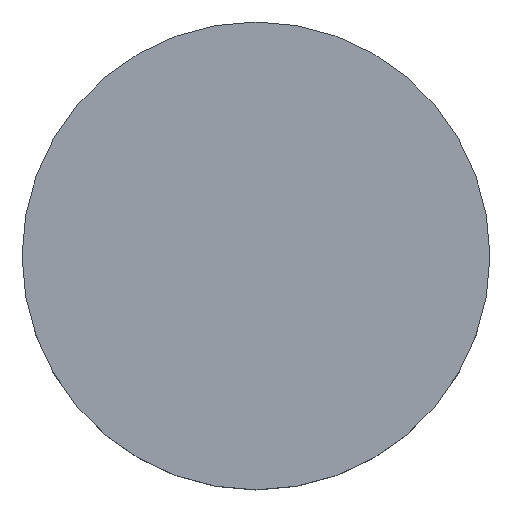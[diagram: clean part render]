
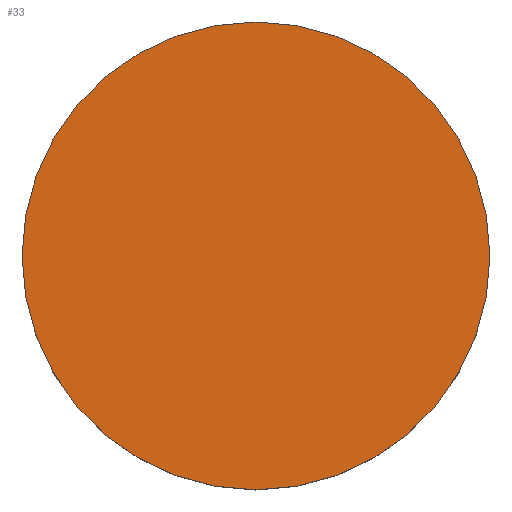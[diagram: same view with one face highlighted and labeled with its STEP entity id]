
A CAD part, top view. The second image highlights one B-rep face of the part: STEP entity #33.
In plain terms, the highlighted planar face has unit normal (0, 0, 1).
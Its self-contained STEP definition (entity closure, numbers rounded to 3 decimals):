
#33 = ADVANCED_FACE( '', ( #68 ), #69, .F. );
#68 = FACE_OUTER_BOUND( '', #109, .T. );
#69 = PLANE( '', #110 );
#109 = EDGE_LOOP( '', ( #144 ) );
#110 = AXIS2_PLACEMENT_3D( '', #145, #146, #147 );
#144 = ORIENTED_EDGE( '', *, *, #196, .T. );
#145 = CARTESIAN_POINT( '', ( 0., 0., 45.5 ) );
#146 = DIRECTION( '', ( 0., 0., -1. ) );
#147 = DIRECTION( '', ( -1., 0., 0. ) );
#196 = EDGE_CURVE( '', #213, #213, #214, .T. );
#213 = VERTEX_POINT( '', #238 );
#214 = CIRCLE( '', #239, 111.05 );
#238 = CARTESIAN_POINT( '', ( 111.05, 0., 45.5 ) );
#239 = AXIS2_PLACEMENT_3D( '', #262, #263, #264 );
#262 = CARTESIAN_POINT( '', ( 0., 0., 45.5 ) );
#263 = DIRECTION( '', ( 0., 0., 1. ) );
#264 = DIRECTION( '', ( 1., 0., 0. ) );
